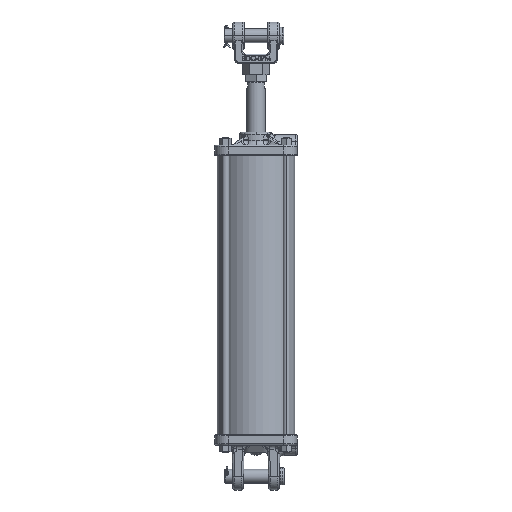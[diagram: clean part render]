
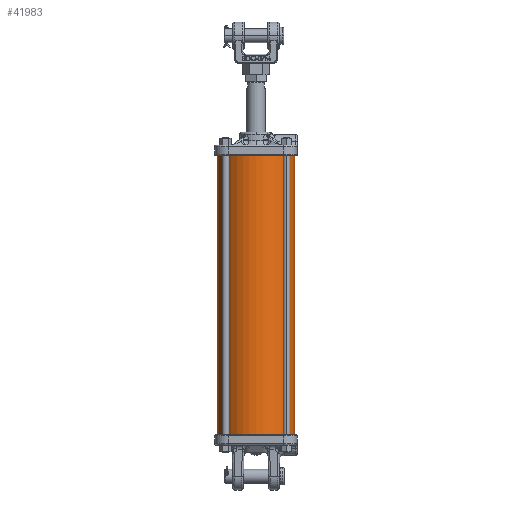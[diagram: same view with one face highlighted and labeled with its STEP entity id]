
A CAD part, front view. The second image highlights one B-rep face of the part: STEP entity #41983.
In plain terms, the highlighted cylindrical face has radius 53.975 mm (diameter 107.95 mm), a partial arc.
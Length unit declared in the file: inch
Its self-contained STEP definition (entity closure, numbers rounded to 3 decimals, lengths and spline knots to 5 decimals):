
#3625 = AXIS2_PLACEMENT_3D ( 'NONE', #35265, #10563, #34951 ) ;
#3969 = ORIENTED_EDGE ( 'NONE', *, *, #17596, .F. ) ;
#5053 = AXIS2_PLACEMENT_3D ( 'NONE', #39100, #15036, #15688 ) ;
#7884 = DIRECTION ( 'NONE',  ( 0., 0., 1. ) ) ;
#8544 = VERTEX_POINT ( 'NONE', #45795 ) ;
#9156 = AXIS2_PLACEMENT_3D ( 'NONE', #32596, #7884, #39003 ) ;
#9779 = CARTESIAN_POINT ( 'NONE',  ( 2.125, 0., -15.5 ) ) ;
#10563 = DIRECTION ( 'NONE',  ( 0., 0., 1. ) ) ;
#11235 = CIRCLE ( 'NONE', #9156, 2.125 ) ;
#14722 = LINE ( 'NONE', #55069, #45610 ) ;
#15036 = DIRECTION ( 'NONE',  ( 0., 0., 1. ) ) ;
#15688 = DIRECTION ( 'NONE',  ( 1., 0., 0. ) ) ;
#17596 = EDGE_CURVE ( 'NONE', #17968, #8544, #34582, .T. ) ;
#17968 = VERTEX_POINT ( 'NONE', #9779 ) ;
#19125 = EDGE_LOOP ( 'NONE', ( #63937, #32414, #34050, #3969 ) ) ;
#22937 = VECTOR ( 'NONE', #54458, 39.37008 ) ;
#31398 = VERTEX_POINT ( 'NONE', #55385 ) ;
#31695 = CIRCLE ( 'NONE', #3625, 2.125 ) ;
#32414 = ORIENTED_EDGE ( 'NONE', *, *, #41989, .T. ) ;
#32596 = CARTESIAN_POINT ( 'NONE',  ( 0., 0., -15.5 ) ) ;
#34050 = ORIENTED_EDGE ( 'NONE', *, *, #35592, .F. ) ;
#34582 = LINE ( 'NONE', #55109, #22937 ) ;
#34951 = DIRECTION ( 'NONE',  ( 1., 0., 0. ) ) ;
#35265 = CARTESIAN_POINT ( 'NONE',  ( 0., 0., 0. ) ) ;
#35592 = EDGE_CURVE ( 'NONE', #8544, #31398, #31695, .T. ) ;
#39003 = DIRECTION ( 'NONE',  ( -1., 0., 0. ) ) ;
#39100 = CARTESIAN_POINT ( 'NONE',  ( 0., 0., -21.63541 ) ) ;
#40871 = EDGE_CURVE ( 'NONE', #17968, #60553, #11235, .T. ) ;
#41983 = ADVANCED_FACE ( 'NONE', ( #54749 ), #48886, .T. ) ;
#41989 = EDGE_CURVE ( 'NONE', #60553, #31398, #14722, .T. ) ;
#45610 = VECTOR ( 'NONE', #59973, 39.37008 ) ;
#45795 = CARTESIAN_POINT ( 'NONE',  ( 2.125, 0., 0. ) ) ;
#48886 = CYLINDRICAL_SURFACE ( 'NONE', #5053, 2.125 ) ;
#54458 = DIRECTION ( 'NONE',  ( 0., 0., 1. ) ) ;
#54749 = FACE_OUTER_BOUND ( 'NONE', #19125, .T. ) ;
#55069 = CARTESIAN_POINT ( 'NONE',  ( -2.125, 0., -21.63541 ) ) ;
#55109 = CARTESIAN_POINT ( 'NONE',  ( 2.125, 0., -21.63541 ) ) ;
#55385 = CARTESIAN_POINT ( 'NONE',  ( -2.125, 0., 0. ) ) ;
#59297 = CARTESIAN_POINT ( 'NONE',  ( -2.125, 0., -15.5 ) ) ;
#59973 = DIRECTION ( 'NONE',  ( 0., 0., 1. ) ) ;
#60553 = VERTEX_POINT ( 'NONE', #59297 ) ;
#63937 = ORIENTED_EDGE ( 'NONE', *, *, #40871, .T. ) ;
